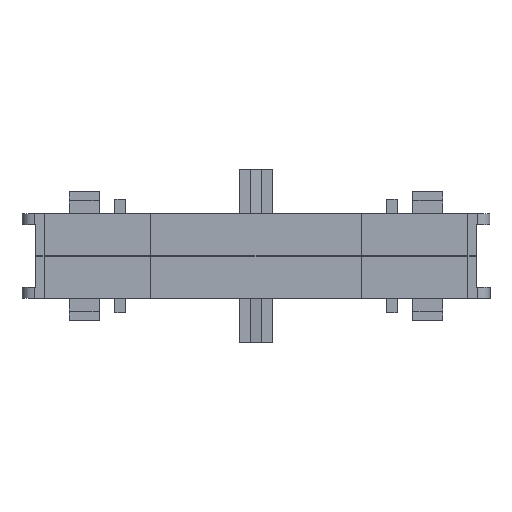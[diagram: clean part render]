
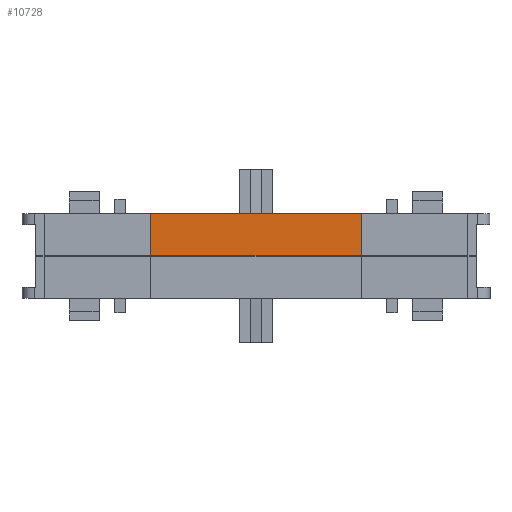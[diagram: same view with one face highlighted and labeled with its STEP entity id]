
A CAD part, front view. The second image highlights one B-rep face of the part: STEP entity #10728.
In plain terms, the highlighted planar face has unit normal (0, -1, 0).
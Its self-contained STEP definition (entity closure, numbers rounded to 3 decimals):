
#887 = EDGE_LOOP ( 'NONE', ( #2367, #2561, #2579, #2565 ) ) ;
#2367 = ORIENTED_EDGE ( 'NONE', *, *, #14348, .T. ) ;
#2561 = ORIENTED_EDGE ( 'NONE', *, *, #14461, .T. ) ;
#2565 = ORIENTED_EDGE ( 'NONE', *, *, #14370, .T. ) ;
#2579 = ORIENTED_EDGE ( 'NONE', *, *, #14323, .T. ) ;
#5145 = VERTEX_POINT ( 'NONE', #18163 ) ;
#5240 = VERTEX_POINT ( 'NONE', #18269 ) ;
#5254 = VERTEX_POINT ( 'NONE', #18251 ) ;
#5281 = VERTEX_POINT ( 'NONE', #18311 ) ;
#9426 = LINE ( 'NONE', #9517, #15825 ) ;
#9512 = DIRECTION ( 'NONE',  ( -1., 0., 0. ) ) ;
#9517 = CARTESIAN_POINT ( 'NONE',  ( 0., -19.85, 8.15 ) ) ;
#10728 = ADVANCED_FACE ( 'NONE', ( #16585 ), #16566, .T. ) ;
#12239 = AXIS2_PLACEMENT_3D ( 'NONE', #16568, #16587, #16588 ) ;
#14323 = EDGE_CURVE ( 'NONE', #5254, #5281, #20339, .T. ) ;
#14348 = EDGE_CURVE ( 'NONE', #5240, #5145, #20439, .T. ) ;
#14370 = EDGE_CURVE ( 'NONE', #5281, #5240, #20538, .T. ) ;
#14461 = EDGE_CURVE ( 'NONE', #5145, #5254, #9426, .T. ) ;
#15699 = VECTOR ( 'NONE', #20539, 1000. ) ;
#15712 = VECTOR ( 'NONE', #20447, 1000. ) ;
#15723 = VECTOR ( 'NONE', #20349, 1000. ) ;
#15825 = VECTOR ( 'NONE', #9512, 1000. ) ;
#16566 = PLANE ( 'NONE',  #12239 ) ;
#16568 = CARTESIAN_POINT ( 'NONE',  ( 27.6, -19.85, 6.85 ) ) ;
#16585 = FACE_OUTER_BOUND ( 'NONE', #887, .T. ) ;
#16587 = DIRECTION ( 'NONE',  ( 0., -1., 0. ) ) ;
#16588 = DIRECTION ( 'NONE',  ( 1., 0., 0. ) ) ;
#18163 = CARTESIAN_POINT ( 'NONE',  ( 12.4, -19.85, 8.15 ) ) ;
#18251 = CARTESIAN_POINT ( 'NONE',  ( -12.4, -19.85, 8.15 ) ) ;
#18269 = CARTESIAN_POINT ( 'NONE',  ( 12.4, -19.85, 3.15 ) ) ;
#18311 = CARTESIAN_POINT ( 'NONE',  ( -12.4, -19.85, 3.15 ) ) ;
#20339 = LINE ( 'NONE', #20342, #15723 ) ;
#20342 = CARTESIAN_POINT ( 'NONE',  ( -12.4, -19.85, 6.85 ) ) ;
#20349 = DIRECTION ( 'NONE',  ( 0., 0., -1. ) ) ;
#20439 = LINE ( 'NONE', #20444, #15712 ) ;
#20444 = CARTESIAN_POINT ( 'NONE',  ( 12.4, -19.85, 6.85 ) ) ;
#20447 = DIRECTION ( 'NONE',  ( 0., 0., 1. ) ) ;
#20538 = LINE ( 'NONE', #20546, #15699 ) ;
#20539 = DIRECTION ( 'NONE',  ( 1., 0., 0. ) ) ;
#20546 = CARTESIAN_POINT ( 'NONE',  ( 27.6, -19.85, 3.15 ) ) ;
